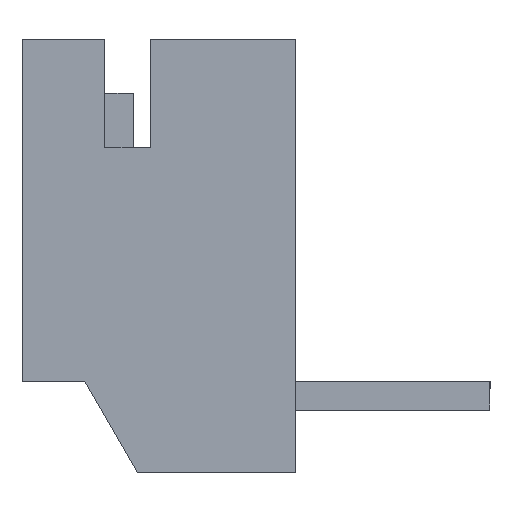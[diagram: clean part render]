
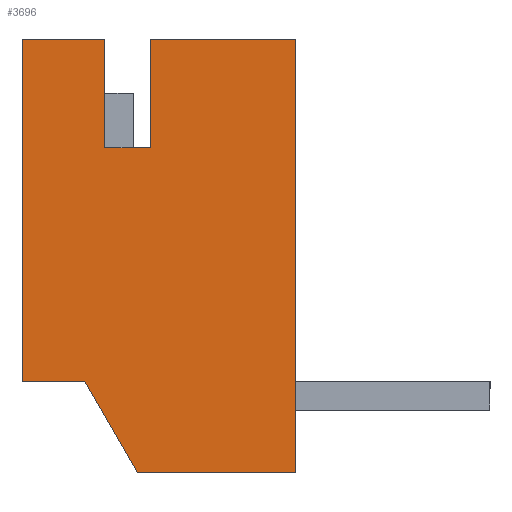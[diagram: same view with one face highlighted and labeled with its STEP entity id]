
A CAD part, left-side view. The second image highlights one B-rep face of the part: STEP entity #3696.
In plain terms, the highlighted planar face has unit normal (-1, 0, 0).
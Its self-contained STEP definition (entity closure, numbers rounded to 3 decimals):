
#1128 = CARTESIAN_POINT ( 'NONE',  ( -18.7, -3.224, 5.35 ) ) ;
#1331 = CARTESIAN_POINT ( 'NONE',  ( -18.7, -6., 12.95 ) ) ;
#1332 = DIRECTION ( 'NONE',  ( 0., -1., 0. ) ) ;
#1333 = VECTOR ( 'NONE', #1332, 1000. ) ;
#1334 = CARTESIAN_POINT ( 'NONE',  ( -18.7, -1.2, 12.95 ) ) ;
#1335 = LINE ( 'NONE', #1334, #1333 ) ;
#1336 = CARTESIAN_POINT ( 'NONE',  ( -18.7, -3.45, 12.95 ) ) ;
#1455 = DIRECTION ( 'NONE',  ( 0., 1., 0. ) ) ;
#1456 = VECTOR ( 'NONE', #1455, 1000. ) ;
#1457 = CARTESIAN_POINT ( 'NONE',  ( -18.7, -3.224, 5.35 ) ) ;
#1458 = LINE ( 'NONE', #1457, #1456 ) ;
#1507 = CARTESIAN_POINT ( 'NONE',  ( -18.7, -2.3, 6.95 ) ) ;
#1534 = DIRECTION ( 'NONE',  ( 0., 1., 0. ) ) ;
#1535 = VECTOR ( 'NONE', #1534, 1000. ) ;
#1536 = CARTESIAN_POINT ( 'NONE',  ( -18.7, -1.2, 6.95 ) ) ;
#1537 = LINE ( 'NONE', #1536, #1535 ) ;
#1543 = DIRECTION ( 'NONE',  ( 0., 0., 1. ) ) ;
#1544 = VECTOR ( 'NONE', #1543, 1000. ) ;
#1545 = CARTESIAN_POINT ( 'NONE',  ( -18.7, -2.65, 12.95 ) ) ;
#1546 = LINE ( 'NONE', #1545, #1544 ) ;
#1547 = CARTESIAN_POINT ( 'NONE',  ( -18.7, -2.65, 11.05 ) ) ;
#1548 = DIRECTION ( 'NONE',  ( 0., 1., 0. ) ) ;
#1549 = VECTOR ( 'NONE', #1548, 1000. ) ;
#1550 = CARTESIAN_POINT ( 'NONE',  ( -18.7, -3.45, 11.05 ) ) ;
#1551 = LINE ( 'NONE', #1550, #1549 ) ;
#1552 = CARTESIAN_POINT ( 'NONE',  ( -18.7, -3.45, 11.05 ) ) ;
#1553 = DIRECTION ( 'NONE',  ( 0., 0., -1. ) ) ;
#1554 = VECTOR ( 'NONE', #1553, 1000. ) ;
#1555 = CARTESIAN_POINT ( 'NONE',  ( -18.7, -3.45, 12.95 ) ) ;
#1556 = LINE ( 'NONE', #1555, #1554 ) ;
#1591 = DIRECTION ( 'NONE',  ( 0., 0.5, 0.866 ) ) ;
#1592 = VECTOR ( 'NONE', #1591, 1000. ) ;
#1593 = CARTESIAN_POINT ( 'NONE',  ( -18.7, -2.3, 6.95 ) ) ;
#1594 = LINE ( 'NONE', #1593, #1592 ) ;
#1624 = CARTESIAN_POINT ( 'NONE',  ( -18.7, -6., 5.35 ) ) ;
#1625 = DIRECTION ( 'NONE',  ( 0., 0., -1. ) ) ;
#1626 = VECTOR ( 'NONE', #1625, 1000. ) ;
#1627 = CARTESIAN_POINT ( 'NONE',  ( -18.7, -6., 12.95 ) ) ;
#1628 = LINE ( 'NONE', #1627, #1626 ) ;
#1738 = FACE_OUTER_BOUND ( 'NONE', #3695, .T. ) ;
#1754 = DIRECTION ( 'NONE',  ( 0., -1., 0. ) ) ;
#1755 = DIRECTION ( 'NONE',  ( -1., 0., 0. ) ) ;
#1756 = CARTESIAN_POINT ( 'NONE',  ( -18.7, -1.2, 12.95 ) ) ;
#1757 = AXIS2_PLACEMENT_3D ( 'NONE', #1756, #1755, #1754 ) ;
#1758 = PLANE ( 'NONE',  #1757 ) ;
#2100 = VECTOR ( 'NONE', #2213, 1000. ) ;
#2101 = CARTESIAN_POINT ( 'NONE',  ( -18.7, -1.2, 12.95 ) ) ;
#2102 = LINE ( 'NONE', #2101, #2100 ) ;
#2103 = CARTESIAN_POINT ( 'NONE',  ( -18.7, -2.65, 12.95 ) ) ;
#2127 = CARTESIAN_POINT ( 'NONE',  ( -18.7, -1.2, 12.95 ) ) ;
#2128 = CARTESIAN_POINT ( 'NONE',  ( -18.7, -1.2, 6.95 ) ) ;
#2192 = DIRECTION ( 'NONE',  ( 0., -1., 0. ) ) ;
#2193 = VECTOR ( 'NONE', #2192, 1000. ) ;
#2194 = CARTESIAN_POINT ( 'NONE',  ( -18.7, -1.2, 12.95 ) ) ;
#2195 = LINE ( 'NONE', #2194, #2193 ) ;
#2213 = DIRECTION ( 'NONE',  ( 0., 0., 1. ) ) ;
#3318 = EDGE_CURVE ( 'NONE', #3393, #3319, #2195, .T. ) ;
#3319 = VERTEX_POINT ( 'NONE', #2103 ) ;
#3320 = EDGE_CURVE ( 'NONE', #3391, #3393, #2102, .T. ) ;
#3391 = VERTEX_POINT ( 'NONE', #2128 ) ;
#3393 = VERTEX_POINT ( 'NONE', #2127 ) ;
#3448 = VERTEX_POINT ( 'NONE', #1128 ) ;
#3498 = VERTEX_POINT ( 'NONE', #1336 ) ;
#3500 = EDGE_CURVE ( 'NONE', #3498, #3501, #1335, .T. ) ;
#3501 = VERTEX_POINT ( 'NONE', #1331 ) ;
#3594 = EDGE_CURVE ( 'NONE', #3629, #3448, #1458, .T. ) ;
#3600 = VERTEX_POINT ( 'NONE', #1507 ) ;
#3628 = EDGE_CURVE ( 'NONE', #3501, #3629, #1628, .T. ) ;
#3629 = VERTEX_POINT ( 'NONE', #1624 ) ;
#3637 = EDGE_CURVE ( 'NONE', #3448, #3600, #1594, .T. ) ;
#3649 = ORIENTED_EDGE ( 'NONE', *, *, #3650, .T. ) ;
#3650 = EDGE_CURVE ( 'NONE', #3498, #3651, #1556, .T. ) ;
#3651 = VERTEX_POINT ( 'NONE', #1552 ) ;
#3652 = ORIENTED_EDGE ( 'NONE', *, *, #3653, .T. ) ;
#3653 = EDGE_CURVE ( 'NONE', #3651, #3654, #1551, .T. ) ;
#3654 = VERTEX_POINT ( 'NONE', #1547 ) ;
#3655 = ORIENTED_EDGE ( 'NONE', *, *, #3656, .T. ) ;
#3656 = EDGE_CURVE ( 'NONE', #3654, #3319, #1546, .T. ) ;
#3657 = ORIENTED_EDGE ( 'NONE', *, *, #3318, .F. ) ;
#3658 = ORIENTED_EDGE ( 'NONE', *, *, #3320, .F. ) ;
#3669 = EDGE_CURVE ( 'NONE', #3600, #3391, #1537, .T. ) ;
#3695 = EDGE_LOOP ( 'NONE', ( #3649, #3652, #3655, #3657, #3658, #3704, #3701, #3697, #3709, #3710 ) ) ;
#3696 = ADVANCED_FACE ( 'NONE', ( #1738 ), #1758, .T. ) ;
#3697 = ORIENTED_EDGE ( 'NONE', *, *, #3594, .F. ) ;
#3701 = ORIENTED_EDGE ( 'NONE', *, *, #3637, .F. ) ;
#3704 = ORIENTED_EDGE ( 'NONE', *, *, #3669, .F. ) ;
#3709 = ORIENTED_EDGE ( 'NONE', *, *, #3628, .F. ) ;
#3710 = ORIENTED_EDGE ( 'NONE', *, *, #3500, .F. ) ;
